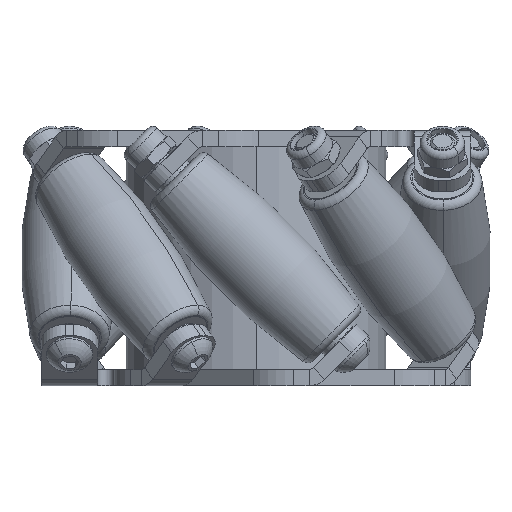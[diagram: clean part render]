
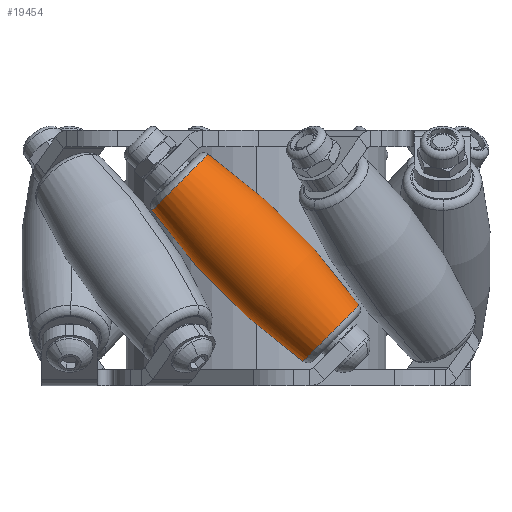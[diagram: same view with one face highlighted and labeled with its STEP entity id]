
A CAD part, left-side view. The second image highlights one B-rep face of the part: STEP entity #19454.
In plain terms, the highlighted toroidal (fillet/blend) face has major radius 73.025 mm and minor radius 79.025 mm.
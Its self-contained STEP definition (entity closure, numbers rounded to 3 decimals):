
#547 = CIRCLE ( 'NONE', #11561, 4.895 ) ;
#776 = CARTESIAN_POINT ( 'NONE',  ( -10.49, 3.005, -22.806 ) ) ;
#1811 = AXIS2_PLACEMENT_3D ( 'NONE', #19044, #23655, #16487 ) ;
#2453 = DIRECTION ( 'NONE',  ( -0.035, 0.707, -0.707 ) ) ;
#5457 = VERTEX_POINT ( 'NONE', #28426 ) ;
#5977 = EDGE_CURVE ( 'NONE', #5457, #26194, #25349, .T. ) ;
#6996 = CARTESIAN_POINT ( 'NONE',  ( -13.024, 63.921, -65.101 ) ) ;
#7406 = EDGE_CURVE ( 'NONE', #28623, #19816, #547, .T. ) ;
#7528 = DIRECTION ( 'NONE',  ( -0.035, 0.707, -0.707 ) ) ;
#7664 = ORIENTED_EDGE ( 'NONE', *, *, #5977, .F. ) ;
#8385 = CARTESIAN_POINT ( 'NONE',  ( -10.66, 6.465, -26.265 ) ) ;
#9063 = DIRECTION ( 'NONE',  ( 0., 0.707, 0.707 ) ) ;
#9102 = DIRECTION ( 'NONE',  ( 0.999, 0.025, -0.025 ) ) ;
#9204 = ORIENTED_EDGE ( 'NONE', *, *, #7406, .T. ) ;
#9417 = EDGE_LOOP ( 'NONE', ( #10340, #7664, #16476, #9204 ) ) ;
#9743 = CIRCLE ( 'NONE', #22704, 79.025 ) ;
#10340 = ORIENTED_EDGE ( 'NONE', *, *, #15539, .F. ) ;
#11561 = AXIS2_PLACEMENT_3D ( 'NONE', #776, #18952, #7528 ) ;
#15539 = EDGE_CURVE ( 'NONE', #26194, #19816, #9743, .T. ) ;
#16476 = ORIENTED_EDGE ( 'NONE', *, *, #27068, .T. ) ;
#16487 = DIRECTION ( 'NONE',  ( 0.025, -1., 0. ) ) ;
#16646 = AXIS2_PLACEMENT_3D ( 'NONE', #21514, #26136, #25847 ) ;
#16726 = FACE_OUTER_BOUND ( 'NONE', #9417, .T. ) ;
#18952 = DIRECTION ( 'NONE',  ( 0., 0.707, 0.707 ) ) ;
#19044 = CARTESIAN_POINT ( 'NONE',  ( -7.955, -39.29, 38.11 ) ) ;
#19454 = ADVANCED_FACE ( 'NONE', ( #16726 ), #23322, .T. ) ;
#19816 = VERTEX_POINT ( 'NONE', #26098 ) ;
#21514 = CARTESIAN_POINT ( 'NONE',  ( -10.49, 12.316, -13.495 ) ) ;
#22704 = AXIS2_PLACEMENT_3D ( 'NONE', #6996, #9102, #25285 ) ;
#23322 = TOROIDAL_SURFACE ( 'NONE', #16646, -73.025, 79.025 ) ;
#23655 = DIRECTION ( 'NONE',  ( -0.999, -0.025, 0.025 ) ) ;
#24728 = CARTESIAN_POINT ( 'NONE',  ( -10.32, 18.166, -0.726 ) ) ;
#25269 = CIRCLE ( 'NONE', #1811, 79.025 ) ;
#25285 = DIRECTION ( 'NONE',  ( -0.025, 1., 0. ) ) ;
#25349 = CIRCLE ( 'NONE', #28656, 4.895 ) ;
#25847 = DIRECTION ( 'NONE',  ( -0.035, 0.707, -0.707 ) ) ;
#26098 = CARTESIAN_POINT ( 'NONE',  ( -10.32, -0.454, -19.346 ) ) ;
#26136 = DIRECTION ( 'NONE',  ( 0., -0.707, -0.707 ) ) ;
#26194 = VERTEX_POINT ( 'NONE', #24728 ) ;
#27068 = EDGE_CURVE ( 'NONE', #5457, #28623, #25269, .T. ) ;
#28426 = CARTESIAN_POINT ( 'NONE',  ( -10.66, 25.085, -7.645 ) ) ;
#28623 = VERTEX_POINT ( 'NONE', #8385 ) ;
#28656 = AXIS2_PLACEMENT_3D ( 'NONE', #29572, #9063, #2453 ) ;
#29572 = CARTESIAN_POINT ( 'NONE',  ( -10.49, 21.626, -4.185 ) ) ;
